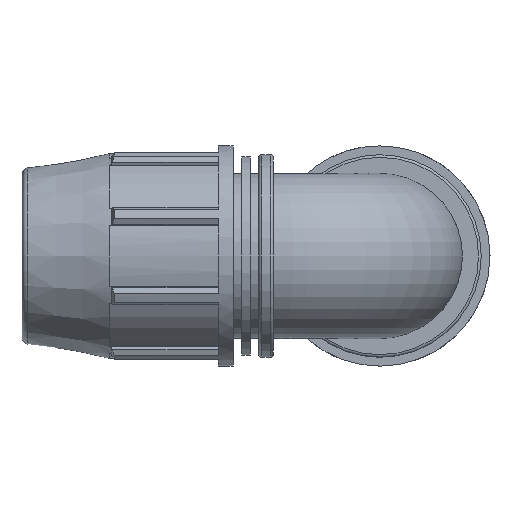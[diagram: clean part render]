
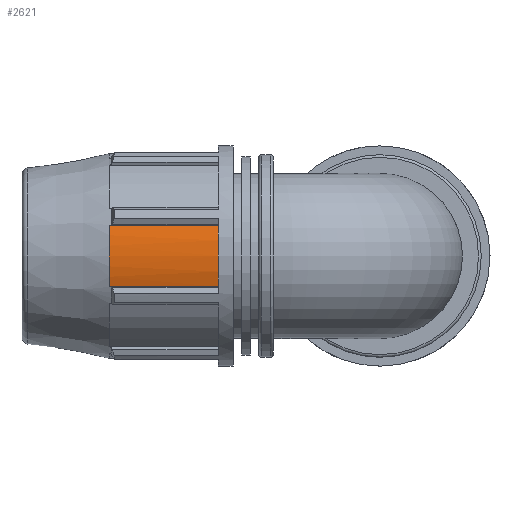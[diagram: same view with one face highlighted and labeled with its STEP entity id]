
A CAD part, left-side view. The second image highlights one B-rep face of the part: STEP entity #2621.
In plain terms, the highlighted cylindrical face has radius 84.165 mm (diameter 168.33 mm), a partial arc.
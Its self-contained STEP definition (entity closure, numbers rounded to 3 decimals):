
#97=CYLINDRICAL_SURFACE('',#2806,84.165);
#179=FACE_OUTER_BOUND('',#336,.T.);
#336=EDGE_LOOP('',(#1877,#1878,#1879,#1880));
#519=CIRCLE('',#2770,84.165);
#537=CIRCLE('',#2807,84.165);
#701=LINE('',#4036,#925);
#704=LINE('',#4042,#928);
#925=VECTOR('',#3205,89.567);
#928=VECTOR('',#3210,89.567);
#1108=VERTEX_POINT('',#3877);
#1109=VERTEX_POINT('',#3879);
#1161=VERTEX_POINT('',#4035);
#1163=VERTEX_POINT('',#4041);
#1378=EDGE_CURVE('',#1109,#1108,#519,.T.);
#1452=EDGE_CURVE('',#1109,#1161,#701,.T.);
#1455=EDGE_CURVE('',#1108,#1163,#704,.T.);
#1456=EDGE_CURVE('',#1161,#1163,#537,.T.);
#1877=ORIENTED_EDGE('',*,*,#1378,.T.);
#1878=ORIENTED_EDGE('',*,*,#1455,.T.);
#1879=ORIENTED_EDGE('',*,*,#1456,.F.);
#1880=ORIENTED_EDGE('',*,*,#1452,.F.);
#2621=ADVANCED_FACE('',(#179),#97,.T.);
#2770=AXIS2_PLACEMENT_3D('',#3880,#3083,#3084);
#2806=AXIS2_PLACEMENT_3D('',#4040,#3208,#3209);
#2807=AXIS2_PLACEMENT_3D('',#4043,#3211,#3212);
#3083=DIRECTION('center_axis',(0.,1.,0.));
#3084=DIRECTION('ref_axis',(0.954,0.,-0.301));
#3205=DIRECTION('',(0.,1.,0.));
#3208=DIRECTION('center_axis',(0.,1.,0.));
#3209=DIRECTION('ref_axis',(0.954,0.,-0.301));
#3210=DIRECTION('',(0.,1.,0.));
#3211=DIRECTION('center_axis',(0.,1.,0.));
#3212=DIRECTION('ref_axis',(0.954,0.,-0.301));
#3877=CARTESIAN_POINT('',(-80.27,132.607,25.309));
#3879=CARTESIAN_POINT('',(-80.27,132.607,-25.309));
#3880=CARTESIAN_POINT('Origin',(0.,132.607,
0.));
#4035=CARTESIAN_POINT('',(-80.27,222.173,-25.309));
#4036=CARTESIAN_POINT('',(-80.27,120.54,-25.309));
#4040=CARTESIAN_POINT('Origin',(0.,120.54,0.));
#4041=CARTESIAN_POINT('',(-80.27,222.173,25.309));
#4042=CARTESIAN_POINT('',(-80.27,120.54,25.309));
#4043=CARTESIAN_POINT('Origin',(0.,222.173,
0.));
